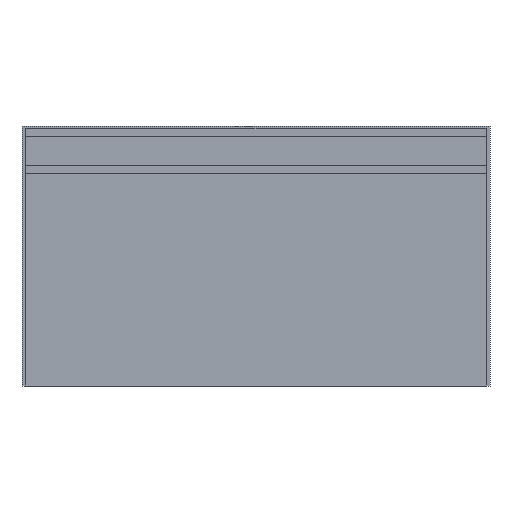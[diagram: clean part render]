
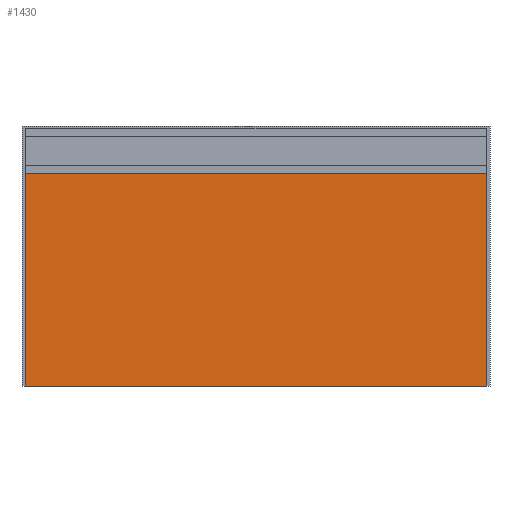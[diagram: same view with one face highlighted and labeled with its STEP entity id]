
A CAD part, front view. The second image highlights one B-rep face of the part: STEP entity #1430.
In plain terms, the highlighted planar face has unit normal (0, -1, 0).
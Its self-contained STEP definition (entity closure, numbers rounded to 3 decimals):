
#10 = DIRECTION ( 'NONE',  ( -1., 0., 0. ) ) ;
#50 = DIRECTION ( 'NONE',  ( 0., 0., -1. ) ) ;
#52 = VERTEX_POINT ( 'NONE', #2325 ) ;
#95 = DIRECTION ( 'NONE',  ( 0., 0., 1. ) ) ;
#135 = CARTESIAN_POINT ( 'NONE',  ( 864.173, -490.1, 0. ) ) ;
#214 = EDGE_LOOP ( 'NONE', ( #2630, #280, #1538, #1241 ) ) ;
#216 = AXIS2_PLACEMENT_3D ( 'NONE', #135, #1805, #2017 ) ;
#267 = CARTESIAN_POINT ( 'NONE',  ( 444., -490.1, 0. ) ) ;
#280 = ORIENTED_EDGE ( 'NONE', *, *, #1653, .T. ) ;
#323 = EDGE_CURVE ( 'NONE', #820, #635, #534, .T. ) ;
#390 = DIRECTION ( 'NONE',  ( -1., 0., 0. ) ) ;
#426 = VERTEX_POINT ( 'NONE', #988 ) ;
#461 = EDGE_CURVE ( 'NONE', #52, #820, #1180, .T. ) ;
#534 = LINE ( 'NONE', #1786, #2353 ) ;
#635 = VERTEX_POINT ( 'NONE', #2565 ) ;
#820 = VERTEX_POINT ( 'NONE', #1735 ) ;
#866 = LINE ( 'NONE', #1907, #1879 ) ;
#988 = CARTESIAN_POINT ( 'NONE',  ( 444., -490.1, 408.1 ) ) ;
#1095 = LINE ( 'NONE', #267, #2356 ) ;
#1180 = LINE ( 'NONE', #1412, #1338 ) ;
#1241 = ORIENTED_EDGE ( 'NONE', *, *, #461, .F. ) ;
#1338 = VECTOR ( 'NONE', #390, 1000. ) ;
#1412 = CARTESIAN_POINT ( 'NONE',  ( 864.173, -490.1, 0. ) ) ;
#1430 = ADVANCED_FACE ( 'NONE', ( #2175 ), #2585, .T. ) ;
#1538 = ORIENTED_EDGE ( 'NONE', *, *, #323, .F. ) ;
#1653 = EDGE_CURVE ( 'NONE', #426, #635, #866, .T. ) ;
#1735 = CARTESIAN_POINT ( 'NONE',  ( -444., -490.1, 0. ) ) ;
#1786 = CARTESIAN_POINT ( 'NONE',  ( -444., -490.1, 0. ) ) ;
#1805 = DIRECTION ( 'NONE',  ( 0., -1., 0. ) ) ;
#1879 = VECTOR ( 'NONE', #10, 1000. ) ;
#1907 = CARTESIAN_POINT ( 'NONE',  ( 864.173, -490.1, 408.1 ) ) ;
#2017 = DIRECTION ( 'NONE',  ( 0., 0., -1. ) ) ;
#2175 = FACE_OUTER_BOUND ( 'NONE', #214, .T. ) ;
#2201 = EDGE_CURVE ( 'NONE', #426, #52, #1095, .T. ) ;
#2325 = CARTESIAN_POINT ( 'NONE',  ( 444., -490.1, 0. ) ) ;
#2353 = VECTOR ( 'NONE', #95, 1000. ) ;
#2356 = VECTOR ( 'NONE', #50, 1000. ) ;
#2565 = CARTESIAN_POINT ( 'NONE',  ( -444., -490.1, 408.1 ) ) ;
#2585 = PLANE ( 'NONE',  #216 ) ;
#2630 = ORIENTED_EDGE ( 'NONE', *, *, #2201, .F. ) ;
